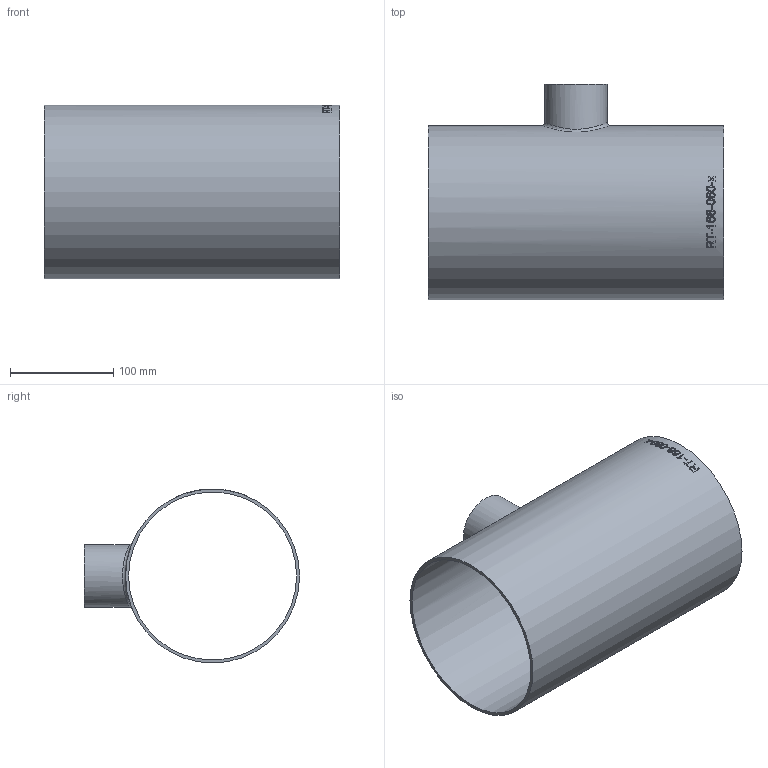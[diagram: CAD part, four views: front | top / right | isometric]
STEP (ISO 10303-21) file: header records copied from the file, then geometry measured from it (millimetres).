
FILE_DESCRIPTION (( 'STEP AP214' ), '1' );
FILE_NAME ('RT-168-060-x T-Stück Ø168,3x2,9-Ø60,3x2,6 BL286 1910.STEP', '2019-10-21T11:45:36', ( '' ), ( '' ), 'SwSTEP 2.0', 'SolidWorks 2016', '' );
FILE_SCHEMA (( 'AUTOMOTIVE_DESIGN' ));
Length unit declared in the file: millimetre
Products named in the file (1): RT-168-060-x T-Stück Ø168,3x2,9-Ø60,3x2,6 BL286 1910
Bounding box: 286 x 208.15 x 168.3 mm (x, y, z)
Volume: 443702.1 mm3; surface area: 310974.6 mm2
Topology: 1 solids, 1 shells, 157 faces, 406 edges, 270 vertices
Faces by surface type: bspline 93, plane 41, cylinder 23
Full cylindrical faces by diameter (mm): 55.1 x1, 60.3 x1, 162.5 x1, 168.3 x1
Entity records: 26456 total; most frequent: CARTESIAN_POINT 21858, ORIENTED_EDGE 794, EDGE_CURVE 397, DIRECTION 291, B_SPLINE_CURVE_WITH_KNOTS 286, VERTEX_POINT 268, EDGE_LOOP 187, FACE_OUTER_BOUND 163
